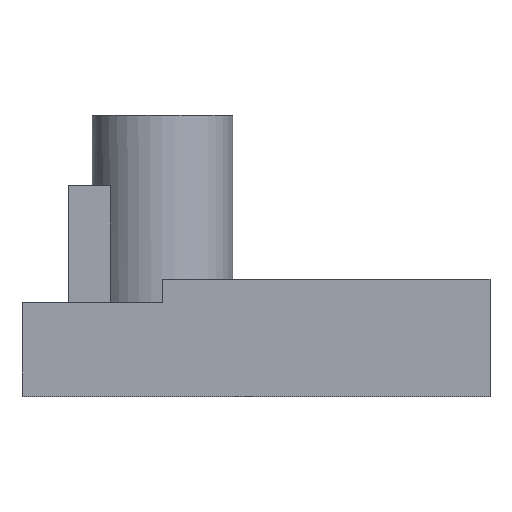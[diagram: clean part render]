
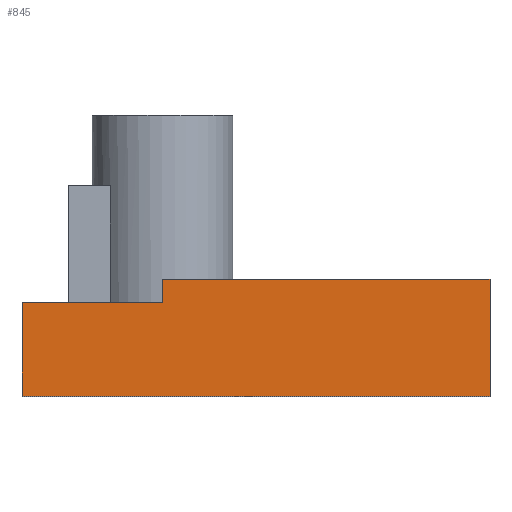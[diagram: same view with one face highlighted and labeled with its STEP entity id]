
A CAD part, top view. The second image highlights one B-rep face of the part: STEP entity #845.
In plain terms, the highlighted planar face has unit normal (0, 0, 1).
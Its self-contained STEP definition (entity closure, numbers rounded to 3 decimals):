
#50 = CARTESIAN_POINT ( 'NONE',  ( 0., 0., 25. ) ) ;
#65 = DIRECTION ( 'NONE',  ( -1., 0., 0. ) ) ;
#69 = DIRECTION ( 'NONE',  ( 1., 0., 0. ) ) ;
#112 = CARTESIAN_POINT ( 'NONE',  ( 100., 0., 25. ) ) ;
#113 = VECTOR ( 'NONE', #65, 1000. ) ;
#148 = VERTEX_POINT ( 'NONE', #879 ) ;
#185 = VERTEX_POINT ( 'NONE', #357 ) ;
#186 = DIRECTION ( 'NONE',  ( 1., 0., 0. ) ) ;
#208 = FACE_OUTER_BOUND ( 'NONE', #358, .T. ) ;
#210 = LINE ( 'NONE', #428, #505 ) ;
#261 = EDGE_CURVE ( 'NONE', #447, #531, #690, .T. ) ;
#262 = CARTESIAN_POINT ( 'NONE',  ( 100., 25., 25. ) ) ;
#280 = EDGE_CURVE ( 'NONE', #696, #148, #210, .T. ) ;
#281 = CARTESIAN_POINT ( 'NONE',  ( 0., 20., 25. ) ) ;
#284 = CARTESIAN_POINT ( 'NONE',  ( 0., 0., 25. ) ) ;
#311 = CARTESIAN_POINT ( 'NONE',  ( 100., 25., 25. ) ) ;
#322 = ORIENTED_EDGE ( 'NONE', *, *, #635, .T. ) ;
#329 = LINE ( 'NONE', #262, #713 ) ;
#357 = CARTESIAN_POINT ( 'NONE',  ( 100., 0., 25. ) ) ;
#358 = EDGE_LOOP ( 'NONE', ( #384, #563, #361, #322, #775, #618 ) ) ;
#360 = VECTOR ( 'NONE', #186, 1000. ) ;
#361 = ORIENTED_EDGE ( 'NONE', *, *, #684, .T. ) ;
#384 = ORIENTED_EDGE ( 'NONE', *, *, #261, .T. ) ;
#385 = CARTESIAN_POINT ( 'NONE',  ( 0., 0., 25. ) ) ;
#391 = CARTESIAN_POINT ( 'NONE',  ( 30., 25., 25. ) ) ;
#406 = LINE ( 'NONE', #537, #113 ) ;
#423 = AXIS2_PLACEMENT_3D ( 'NONE', #284, #679, #69 ) ;
#428 = CARTESIAN_POINT ( 'NONE',  ( 30., 25., 25. ) ) ;
#447 = VERTEX_POINT ( 'NONE', #561 ) ;
#500 = VERTEX_POINT ( 'NONE', #311 ) ;
#505 = VECTOR ( 'NONE', #694, 1000. ) ;
#516 = VECTOR ( 'NONE', #533, 1000. ) ;
#531 = VERTEX_POINT ( 'NONE', #385 ) ;
#533 = DIRECTION ( 'NONE',  ( 0., 1., 0. ) ) ;
#537 = CARTESIAN_POINT ( 'NONE',  ( 30., 20., 25. ) ) ;
#557 = DIRECTION ( 'NONE',  ( 0., -1., 0. ) ) ;
#561 = CARTESIAN_POINT ( 'NONE',  ( 0., 20., 25. ) ) ;
#563 = ORIENTED_EDGE ( 'NONE', *, *, #709, .T. ) ;
#618 = ORIENTED_EDGE ( 'NONE', *, *, #655, .T. ) ;
#635 = EDGE_CURVE ( 'NONE', #500, #696, #329, .T. ) ;
#655 = EDGE_CURVE ( 'NONE', #148, #447, #406, .T. ) ;
#679 = DIRECTION ( 'NONE',  ( 0., 0., 1. ) ) ;
#684 = EDGE_CURVE ( 'NONE', #185, #500, #744, .T. ) ;
#690 = LINE ( 'NONE', #281, #773 ) ;
#694 = DIRECTION ( 'NONE',  ( 0., -1., 0. ) ) ;
#696 = VERTEX_POINT ( 'NONE', #391 ) ;
#709 = EDGE_CURVE ( 'NONE', #531, #185, #809, .T. ) ;
#713 = VECTOR ( 'NONE', #881, 1000. ) ;
#744 = LINE ( 'NONE', #112, #516 ) ;
#757 = PLANE ( 'NONE',  #423 ) ;
#773 = VECTOR ( 'NONE', #557, 1000. ) ;
#775 = ORIENTED_EDGE ( 'NONE', *, *, #280, .T. ) ;
#809 = LINE ( 'NONE', #50, #360 ) ;
#845 = ADVANCED_FACE ( 'NONE', ( #208 ), #757, .T. ) ;
#879 = CARTESIAN_POINT ( 'NONE',  ( 30., 20., 25. ) ) ;
#881 = DIRECTION ( 'NONE',  ( -1., 0., 0. ) ) ;
